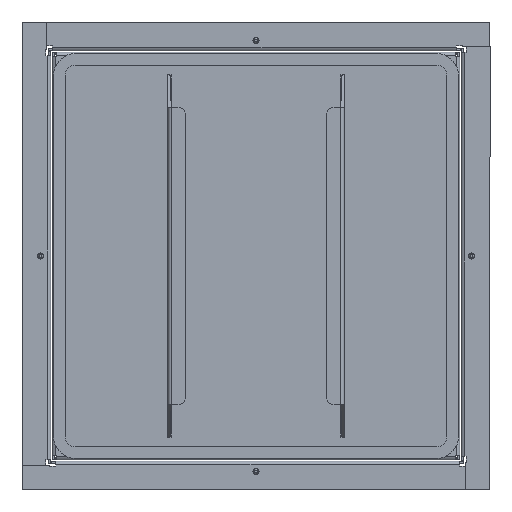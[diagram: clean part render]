
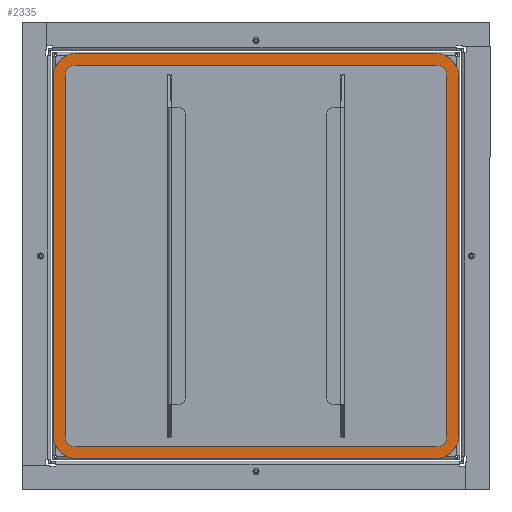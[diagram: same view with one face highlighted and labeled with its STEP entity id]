
A CAD part, front view. The second image highlights one B-rep face of the part: STEP entity #2335.
In plain terms, the highlighted face is planar.
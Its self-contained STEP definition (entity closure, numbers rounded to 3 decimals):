
#5 = VECTOR ( 'NONE', #2750, 1000. ) ;
#54 = AXIS2_PLACEMENT_3D ( 'NONE', #331, #1720, #4201 ) ;
#92 = AXIS2_PLACEMENT_3D ( 'NONE', #4502, #4990, #685 ) ;
#197 = CARTESIAN_POINT ( 'NONE',  ( -125., 140., 0. ) ) ;
#241 = CARTESIAN_POINT ( 'NONE',  ( -125., 140., 0. ) ) ;
#260 = ORIENTED_EDGE ( 'NONE', *, *, #3673, .T. ) ;
#269 = AXIS2_PLACEMENT_3D ( 'NONE', #835, #2279, #4711 ) ;
#310 = CIRCLE ( 'NONE', #1920, 7. ) ;
#331 = CARTESIAN_POINT ( 'NONE',  ( -125., 125., 0. ) ) ;
#413 = DIRECTION ( 'NONE',  ( 0., 0., 1. ) ) ;
#499 = VERTEX_POINT ( 'NONE', #4014 ) ;
#501 = CIRCLE ( 'NONE', #3069, 15. ) ;
#533 = DIRECTION ( 'NONE',  ( 0., 0., 1. ) ) ;
#549 = LINE ( 'NONE', #1362, #3760 ) ;
#584 = DIRECTION ( 'NONE',  ( 0., 0., 1. ) ) ;
#599 = LINE ( 'NONE', #1279, #5269 ) ;
#685 = DIRECTION ( 'NONE',  ( -1., 0., 0. ) ) ;
#704 = DIRECTION ( 'NONE',  ( 0., 0., 1. ) ) ;
#776 = ORIENTED_EDGE ( 'NONE', *, *, #948, .F. ) ;
#799 = VECTOR ( 'NONE', #6019, 1000. ) ;
#835 = CARTESIAN_POINT ( 'NONE',  ( 125., 125., 0. ) ) ;
#852 = EDGE_LOOP ( 'NONE', ( #5896, #981, #3015, #4486, #2646, #2468, #776, #6119 ) ) ;
#948 = EDGE_CURVE ( 'NONE', #5852, #6127, #5545, .T. ) ;
#981 = ORIENTED_EDGE ( 'NONE', *, *, #5808, .F. ) ;
#984 = EDGE_CURVE ( 'NONE', #499, #5790, #4231, .T. ) ;
#1207 = CARTESIAN_POINT ( 'NONE',  ( 125., 140., 0. ) ) ;
#1279 = CARTESIAN_POINT ( 'NONE',  ( -132., -125., 0. ) ) ;
#1325 = VECTOR ( 'NONE', #1907, 1000. ) ;
#1327 = LINE ( 'NONE', #3316, #2891 ) ;
#1342 = ORIENTED_EDGE ( 'NONE', *, *, #5885, .T. ) ;
#1345 = ORIENTED_EDGE ( 'NONE', *, *, #5829, .T. ) ;
#1362 = CARTESIAN_POINT ( 'NONE',  ( -125., -140., 0. ) ) ;
#1448 = ORIENTED_EDGE ( 'NONE', *, *, #3102, .T. ) ;
#1597 = LINE ( 'NONE', #1915, #5285 ) ;
#1696 = CARTESIAN_POINT ( 'NONE',  ( -140., 125., 0. ) ) ;
#1720 = DIRECTION ( 'NONE',  ( 0., 0., 1. ) ) ;
#1763 = DIRECTION ( 'NONE',  ( 0., -1., 0. ) ) ;
#1807 = CARTESIAN_POINT ( 'NONE',  ( -140., -125., 0. ) ) ;
#1821 = EDGE_CURVE ( 'NONE', #5801, #5852, #4439, .T. ) ;
#1829 = CARTESIAN_POINT ( 'NONE',  ( 125., -132., 0. ) ) ;
#1869 = DIRECTION ( 'NONE',  ( -1., 0., 0. ) ) ;
#1907 = DIRECTION ( 'NONE',  ( 0., 1., 0. ) ) ;
#1915 = CARTESIAN_POINT ( 'NONE',  ( 140., -125., 0. ) ) ;
#1920 = AXIS2_PLACEMENT_3D ( 'NONE', #6203, #413, #1869 ) ;
#1947 = CIRCLE ( 'NONE', #6066, 15. ) ;
#2000 = CARTESIAN_POINT ( 'NONE',  ( -125., -132., 0. ) ) ;
#2072 = LINE ( 'NONE', #5540, #799 ) ;
#2195 = ORIENTED_EDGE ( 'NONE', *, *, #5599, .T. ) ;
#2279 = DIRECTION ( 'NONE',  ( 0., 0., 1. ) ) ;
#2335 = ADVANCED_FACE ( 'NONE', ( #4512, #3543 ), #5516, .T. ) ;
#2354 = VERTEX_POINT ( 'NONE', #2000 ) ;
#2467 = CARTESIAN_POINT ( 'NONE',  ( 125., 132., 0. ) ) ;
#2468 = ORIENTED_EDGE ( 'NONE', *, *, #2487, .F. ) ;
#2470 = AXIS2_PLACEMENT_3D ( 'NONE', #3404, #533, #4369 ) ;
#2487 = EDGE_CURVE ( 'NONE', #6127, #4697, #549, .T. ) ;
#2566 = ORIENTED_EDGE ( 'NONE', *, *, #984, .T. ) ;
#2646 = ORIENTED_EDGE ( 'NONE', *, *, #3562, .F. ) ;
#2657 = EDGE_CURVE ( 'NONE', #3785, #4127, #1597, .T. ) ;
#2672 = EDGE_CURVE ( 'NONE', #3139, #499, #5882, .T. ) ;
#2750 = DIRECTION ( 'NONE',  ( 0., -1., 0. ) ) ;
#2848 = CARTESIAN_POINT ( 'NONE',  ( 132., -125., 0. ) ) ;
#2891 = VECTOR ( 'NONE', #3786, 1000. ) ;
#2958 = CARTESIAN_POINT ( 'NONE',  ( -125., 132., 0. ) ) ;
#3015 = ORIENTED_EDGE ( 'NONE', *, *, #4338, .F. ) ;
#3069 = AXIS2_PLACEMENT_3D ( 'NONE', #3129, #4999, #6004 ) ;
#3092 = EDGE_LOOP ( 'NONE', ( #260, #1448, #1345, #4960, #2566, #6022, #2195, #1342 ) ) ;
#3102 = EDGE_CURVE ( 'NONE', #5055, #2354, #310, .T. ) ;
#3129 = CARTESIAN_POINT ( 'NONE',  ( -125., 125., 0. ) ) ;
#3139 = VERTEX_POINT ( 'NONE', #1829 ) ;
#3159 = CIRCLE ( 'NONE', #5878, 15. ) ;
#3316 = CARTESIAN_POINT ( 'NONE',  ( -125., 132., 0. ) ) ;
#3351 = LINE ( 'NONE', #241, #5916 ) ;
#3383 = DIRECTION ( 'NONE',  ( 0., 0., 1. ) ) ;
#3404 = CARTESIAN_POINT ( 'NONE',  ( 125., -125., 0. ) ) ;
#3543 = FACE_BOUND ( 'NONE', #3092, .T. ) ;
#3551 = VERTEX_POINT ( 'NONE', #6014 ) ;
#3562 = EDGE_CURVE ( 'NONE', #4697, #3785, #3159, .T. ) ;
#3579 = VERTEX_POINT ( 'NONE', #1207 ) ;
#3673 = EDGE_CURVE ( 'NONE', #3551, #5055, #599, .T. ) ;
#3676 = CIRCLE ( 'NONE', #269, 7. ) ;
#3740 = EDGE_CURVE ( 'NONE', #5790, #5684, #3676, .T. ) ;
#3760 = VECTOR ( 'NONE', #5203, 1000. ) ;
#3785 = VERTEX_POINT ( 'NONE', #5702 ) ;
#3786 = DIRECTION ( 'NONE',  ( -1., 0., 0. ) ) ;
#3827 = AXIS2_PLACEMENT_3D ( 'NONE', #5297, #3383, #5788 ) ;
#3836 = CIRCLE ( 'NONE', #54, 7. ) ;
#4010 = DIRECTION ( 'NONE',  ( -1., 0., 0. ) ) ;
#4014 = CARTESIAN_POINT ( 'NONE',  ( 132., -125., 0. ) ) ;
#4033 = CARTESIAN_POINT ( 'NONE',  ( 132., 125., 0. ) ) ;
#4049 = DIRECTION ( 'NONE',  ( -1., 0., 0. ) ) ;
#4095 = CARTESIAN_POINT ( 'NONE',  ( 125., -125., 0. ) ) ;
#4127 = VERTEX_POINT ( 'NONE', #5614 ) ;
#4201 = DIRECTION ( 'NONE',  ( -1., 0., 0. ) ) ;
#4231 = LINE ( 'NONE', #2848, #1325 ) ;
#4265 = CARTESIAN_POINT ( 'NONE',  ( -125., -140., 0. ) ) ;
#4277 = DIRECTION ( 'NONE',  ( 0., 1., 0. ) ) ;
#4338 = EDGE_CURVE ( 'NONE', #4127, #3579, #1947, .T. ) ;
#4369 = DIRECTION ( 'NONE',  ( -1., 0., 0. ) ) ;
#4439 = LINE ( 'NONE', #4654, #5 ) ;
#4486 = ORIENTED_EDGE ( 'NONE', *, *, #2657, .F. ) ;
#4502 = CARTESIAN_POINT ( 'NONE',  ( -125., 125., 0. ) ) ;
#4512 = FACE_OUTER_BOUND ( 'NONE', #852, .T. ) ;
#4528 = VERTEX_POINT ( 'NONE', #197 ) ;
#4654 = CARTESIAN_POINT ( 'NONE',  ( -140., -125., 0. ) ) ;
#4697 = VERTEX_POINT ( 'NONE', #5661 ) ;
#4711 = DIRECTION ( 'NONE',  ( -1., 0., 0. ) ) ;
#4852 = VERTEX_POINT ( 'NONE', #2958 ) ;
#4960 = ORIENTED_EDGE ( 'NONE', *, *, #2672, .T. ) ;
#4990 = DIRECTION ( 'NONE',  ( 0., 0., -1. ) ) ;
#4999 = DIRECTION ( 'NONE',  ( 0., 0., 1. ) ) ;
#5055 = VERTEX_POINT ( 'NONE', #5984 ) ;
#5203 = DIRECTION ( 'NONE',  ( 1., 0., 0. ) ) ;
#5231 = EDGE_CURVE ( 'NONE', #4528, #5801, #501, .T. ) ;
#5269 = VECTOR ( 'NONE', #1763, 1000. ) ;
#5285 = VECTOR ( 'NONE', #4277, 1000. ) ;
#5297 = CARTESIAN_POINT ( 'NONE',  ( -125., -125., 0. ) ) ;
#5380 = CARTESIAN_POINT ( 'NONE',  ( 125., 125., 0. ) ) ;
#5401 = DIRECTION ( 'NONE',  ( -1., 0., 0. ) ) ;
#5516 = PLANE ( 'NONE',  #92 ) ;
#5540 = CARTESIAN_POINT ( 'NONE',  ( -125., -132., 0. ) ) ;
#5545 = CIRCLE ( 'NONE', #3827, 15. ) ;
#5599 = EDGE_CURVE ( 'NONE', #5684, #4852, #1327, .T. ) ;
#5614 = CARTESIAN_POINT ( 'NONE',  ( 140., 125., 0. ) ) ;
#5661 = CARTESIAN_POINT ( 'NONE',  ( 125., -140., 0. ) ) ;
#5684 = VERTEX_POINT ( 'NONE', #2467 ) ;
#5702 = CARTESIAN_POINT ( 'NONE',  ( 140., -125., 0. ) ) ;
#5788 = DIRECTION ( 'NONE',  ( -1., 0., 0. ) ) ;
#5790 = VERTEX_POINT ( 'NONE', #4033 ) ;
#5801 = VERTEX_POINT ( 'NONE', #1696 ) ;
#5808 = EDGE_CURVE ( 'NONE', #3579, #4528, #3351, .T. ) ;
#5829 = EDGE_CURVE ( 'NONE', #2354, #3139, #2072, .T. ) ;
#5852 = VERTEX_POINT ( 'NONE', #1807 ) ;
#5878 = AXIS2_PLACEMENT_3D ( 'NONE', #4095, #704, #4049 ) ;
#5882 = CIRCLE ( 'NONE', #2470, 7. ) ;
#5885 = EDGE_CURVE ( 'NONE', #4852, #3551, #3836, .T. ) ;
#5896 = ORIENTED_EDGE ( 'NONE', *, *, #5231, .F. ) ;
#5916 = VECTOR ( 'NONE', #4010, 1000. ) ;
#5984 = CARTESIAN_POINT ( 'NONE',  ( -132., -125., 0. ) ) ;
#6004 = DIRECTION ( 'NONE',  ( -1., 0., 0. ) ) ;
#6014 = CARTESIAN_POINT ( 'NONE',  ( -132., 125., 0. ) ) ;
#6019 = DIRECTION ( 'NONE',  ( 1., 0., 0. ) ) ;
#6022 = ORIENTED_EDGE ( 'NONE', *, *, #3740, .T. ) ;
#6066 = AXIS2_PLACEMENT_3D ( 'NONE', #5380, #584, #5401 ) ;
#6119 = ORIENTED_EDGE ( 'NONE', *, *, #1821, .F. ) ;
#6127 = VERTEX_POINT ( 'NONE', #4265 ) ;
#6203 = CARTESIAN_POINT ( 'NONE',  ( -125., -125., 0. ) ) ;
